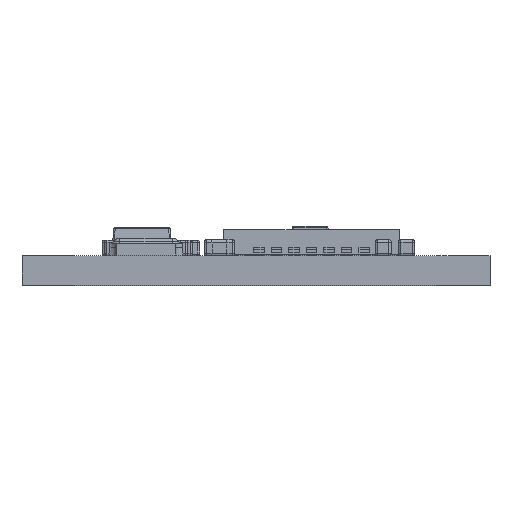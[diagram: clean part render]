
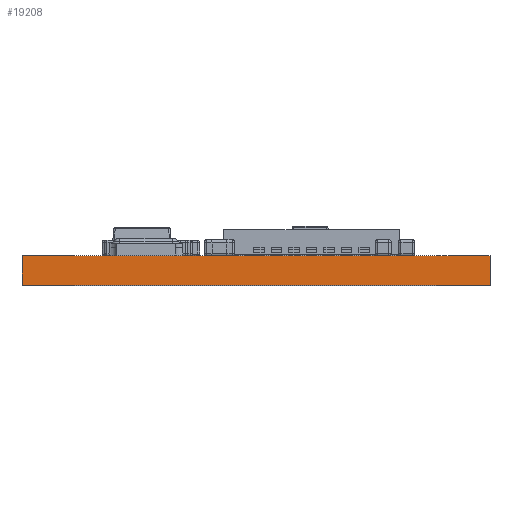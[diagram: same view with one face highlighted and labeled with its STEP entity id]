
A CAD part, top view. The second image highlights one B-rep face of the part: STEP entity #19208.
In plain terms, the highlighted planar face has unit normal (0, 0, 1).
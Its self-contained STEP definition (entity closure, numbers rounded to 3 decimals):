
#2294=FACE_OUTER_BOUND('',#3448,.T.);
#3448=EDGE_LOOP('',(#16939,#16940,#16941,#16942));
#5309=LINE('',#31794,#7321);
#5379=LINE('',#31984,#7391);
#5397=LINE('',#32019,#7409);
#5457=LINE('',#32203,#7469);
#7321=VECTOR('',#25934,10.);
#7391=VECTOR('',#26146,10.);
#7409=VECTOR('',#26180,10.);
#7469=VECTOR('',#26412,10.);
#9051=VERTEX_POINT('',#31791);
#9052=VERTEX_POINT('',#31793);
#9101=VERTEX_POINT('',#31983);
#9110=VERTEX_POINT('',#32017);
#11538=EDGE_CURVE('',#9051,#9052,#5309,.T.);
#11633=EDGE_CURVE('',#9052,#9101,#5379,.T.);
#11651=EDGE_CURVE('',#9051,#9110,#5397,.T.);
#11743=EDGE_CURVE('',#9101,#9110,#5457,.T.);
#16939=ORIENTED_EDGE('',*,*,#11538,.F.);
#16940=ORIENTED_EDGE('',*,*,#11651,.T.);
#16941=ORIENTED_EDGE('',*,*,#11743,.F.);
#16942=ORIENTED_EDGE('',*,*,#11633,.F.);
#17717=PLANE('',#21042);
#19208=ADVANCED_FACE('',(#2294),#17717,.T.);
#21042=AXIS2_PLACEMENT_3D('',#32210,#26422,#26423);
#25934=DIRECTION('',(-1.,0.,0.));
#26146=DIRECTION('',(0.,1.,0.));
#26180=DIRECTION('',(0.,1.,0.));
#26412=DIRECTION('',(1.,0.,0.));
#26422=DIRECTION('center_axis',(0.,0.,1.));
#26423=DIRECTION('ref_axis',(1.,0.,0.));
#31791=CARTESIAN_POINT('',(16.,0.,16.));
#31793=CARTESIAN_POINT('',(0.,0.,16.));
#31794=CARTESIAN_POINT('',(16.,0.,16.));
#31983=CARTESIAN_POINT('',(0.,1.,16.));
#31984=CARTESIAN_POINT('',(0.,0.,16.));
#32017=CARTESIAN_POINT('',(16.,1.,16.));
#32019=CARTESIAN_POINT('',(16.,0.,16.));
#32203=CARTESIAN_POINT('',(16.,1.,16.));
#32210=CARTESIAN_POINT('Origin',(0.,0.,16.));
